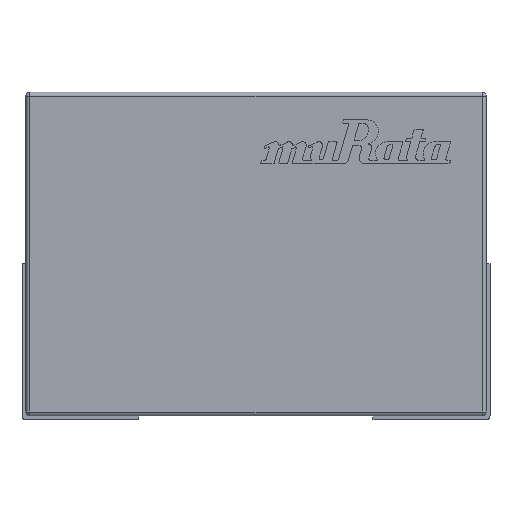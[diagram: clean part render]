
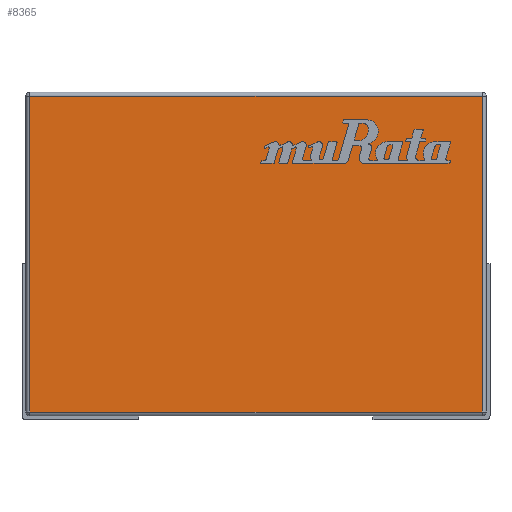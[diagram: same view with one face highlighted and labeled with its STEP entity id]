
A CAD part, front view. The second image highlights one B-rep face of the part: STEP entity #8365.
In plain terms, the highlighted planar face has unit normal (0, -1, 0).
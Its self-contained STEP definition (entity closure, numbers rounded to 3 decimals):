
#8180 = VERTEX_POINT('',#8181);
#8181 = CARTESIAN_POINT('',(-0.29,-0.15,0.415));
#8188 = EDGE_CURVE('',#8180,#8189,#8191,.T.);
#8189 = VERTEX_POINT('',#8190);
#8190 = CARTESIAN_POINT('',(-0.29,-0.15,0.01));
#8191 = LINE('',#8192,#8193);
#8192 = CARTESIAN_POINT('',(-0.29,-0.15,0.42));
#8193 = VECTOR('',#8194,1.);
#8194 = DIRECTION('',(0.,0.,-1.));
#8365 = ADVANCED_FACE('',(#8366),#8391,.T.);
#8366 = FACE_BOUND('',#8367,.T.);
#8367 = EDGE_LOOP('',(#8368,#8369,#8377,#8385));
#8368 = ORIENTED_EDGE('',*,*,#8188,.T.);
#8369 = ORIENTED_EDGE('',*,*,#8370,.T.);
#8370 = EDGE_CURVE('',#8189,#8371,#8373,.T.);
#8371 = VERTEX_POINT('',#8372);
#8372 = CARTESIAN_POINT('',(0.29,-0.15,0.01));
#8373 = LINE('',#8374,#8375);
#8374 = CARTESIAN_POINT('',(-0.295,-0.15,0.01));
#8375 = VECTOR('',#8376,1.);
#8376 = DIRECTION('',(1.,0.,0.));
#8377 = ORIENTED_EDGE('',*,*,#8378,.T.);
#8378 = EDGE_CURVE('',#8371,#8379,#8381,.T.);
#8379 = VERTEX_POINT('',#8380);
#8380 = CARTESIAN_POINT('',(0.29,-0.15,0.415));
#8381 = LINE('',#8382,#8383);
#8382 = CARTESIAN_POINT('',(0.29,-0.15,0.005));
#8383 = VECTOR('',#8384,1.);
#8384 = DIRECTION('',(0.,0.,1.));
#8385 = ORIENTED_EDGE('',*,*,#8386,.T.);
#8386 = EDGE_CURVE('',#8379,#8180,#8387,.T.);
#8387 = LINE('',#8388,#8389);
#8388 = CARTESIAN_POINT('',(0.295,-0.15,0.415));
#8389 = VECTOR('',#8390,1.);
#8390 = DIRECTION('',(-1.,0.,0.));
#8391 = PLANE('',#8392);
#8392 = AXIS2_PLACEMENT_3D('',#8393,#8394,#8395);
#8393 = CARTESIAN_POINT('',(0.3,-0.15,0.));
#8394 = DIRECTION('',(0.,-1.,0.));
#8395 = DIRECTION('',(-1.,0.,0.));
